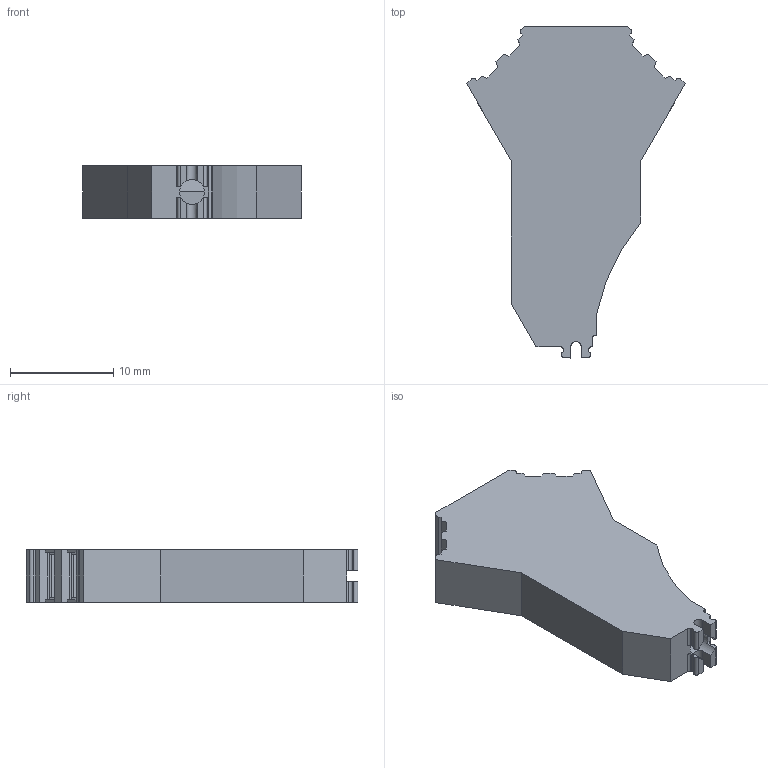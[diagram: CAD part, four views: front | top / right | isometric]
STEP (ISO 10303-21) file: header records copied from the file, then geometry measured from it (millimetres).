
FILE_DESCRIPTION(/* description */ (''),/* implementation_level */ '2;1');
FILE_NAME(/* name */ '3740_ZTA25_iso.stp',/* time_stamp */ '2011-08-05T07:52:30+02:00',/* author */ (''),/* organization */ (''),/* preprocessor_version */ 'ST-DEVELOPER v11',/* originating_system */ 'SIEMENS UGS NX 6.0',/* authorisation */ '');
FILE_SCHEMA (('CONFIG_CONTROL_DESIGN'));
Length unit declared in the file: millimetre
Products named in the file (1): 3740_ZTA25_iso
Bounding box: 21.2 x 32.2 x 5.1 mm (x, y, z)
Volume: 1885.3 mm3; surface area: 1450.6 mm2
Topology: 1 solids, 1 shells, 154 faces, 454 edges, 303 vertices
Faces by surface type: plane 117, cylinder 37
Full cylindrical faces by diameter (mm): 2.4 x1, 2.8 x1
Entity records: 5228 total; most frequent: CARTESIAN_POINT 972, ORIENTED_EDGE 900, DIRECTION 840, EDGE_CURVE 450, LINE 366, VECTOR 366, VERTEX_POINT 301, AXIS2_PLACEMENT_3D 237
